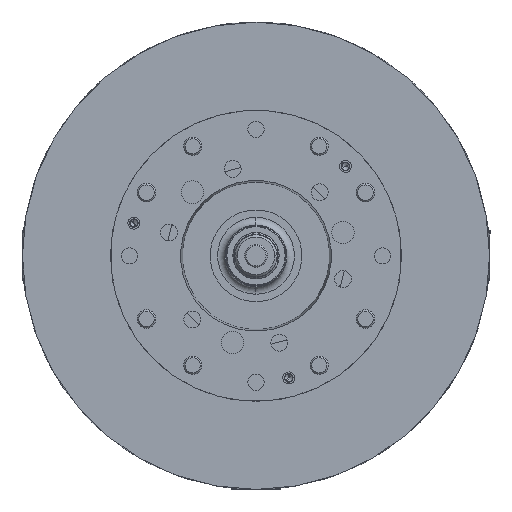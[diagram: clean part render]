
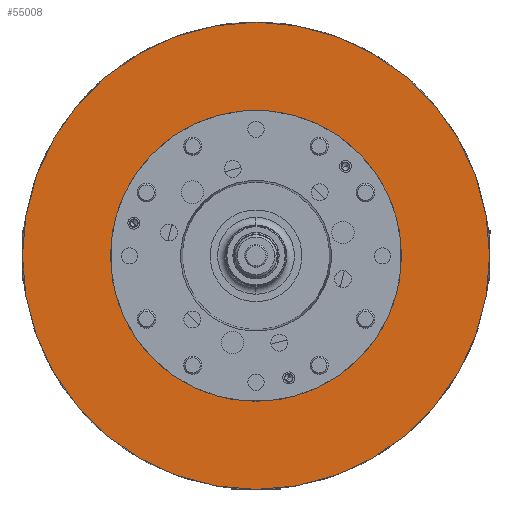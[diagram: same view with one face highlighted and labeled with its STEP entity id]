
A CAD part, left-side view. The second image highlights one B-rep face of the part: STEP entity #55008.
In plain terms, the highlighted planar face has unit normal (-1, 0, 0).
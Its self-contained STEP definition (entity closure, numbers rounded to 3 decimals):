
#5197 = AXIS2_PLACEMENT_3D ( 'NONE', #27358, #65992, #32957 ) ;
#7224 = AXIS2_PLACEMENT_3D ( 'NONE', #55348, #22238, #60897 ) ;
#8068 = EDGE_CURVE ( 'NONE', #67352, #57051, #44831, .T. ) ;
#10646 = PLANE ( 'NONE',  #68189 ) ;
#14495 = EDGE_CURVE ( 'NONE', #63601, #60335, #25202, .T. ) ;
#15009 = CARTESIAN_POINT ( 'NONE',  ( -127., 0., 0. ) ) ;
#16155 = DIRECTION ( 'NONE',  ( 0., -1., 0. ) ) ;
#16275 = CARTESIAN_POINT ( 'NONE',  ( -127., 190., 0. ) ) ;
#17493 = CARTESIAN_POINT ( 'NONE',  ( -127., -190., 0. ) ) ;
#20499 = DIRECTION ( 'NONE',  ( 0., 1., 0. ) ) ;
#20958 = EDGE_CURVE ( 'NONE', #57051, #67352, #36326, .T. ) ;
#22238 = DIRECTION ( 'NONE',  ( 1., 0., 0. ) ) ;
#22866 = ORIENTED_EDGE ( 'NONE', *, *, #66006, .F. ) ;
#23525 = CARTESIAN_POINT ( 'NONE',  ( -127., -305., 0. ) ) ;
#23549 = CIRCLE ( 'NONE', #34105, 305. ) ;
#25202 = CIRCLE ( 'NONE', #7224, 305. ) ;
#26131 = ORIENTED_EDGE ( 'NONE', *, *, #8068, .T. ) ;
#26993 = DIRECTION ( 'NONE',  ( -1., 0., 0. ) ) ;
#27358 = CARTESIAN_POINT ( 'NONE',  ( -127., 0., 0. ) ) ;
#28916 = CARTESIAN_POINT ( 'NONE',  ( -127., 0., 0. ) ) ;
#32957 = DIRECTION ( 'NONE',  ( 0., 1., 0. ) ) ;
#34105 = AXIS2_PLACEMENT_3D ( 'NONE', #15009, #53626, #20499 ) ;
#34492 = DIRECTION ( 'NONE',  ( 0., 1., 0. ) ) ;
#36326 = CIRCLE ( 'NONE', #5197, 190. ) ;
#38145 = CARTESIAN_POINT ( 'NONE',  ( -127., 190., 0. ) ) ;
#38593 = FACE_BOUND ( 'NONE', #65166, .T. ) ;
#38756 = EDGE_LOOP ( 'NONE', ( #47048, #22866 ) ) ;
#44411 = ORIENTED_EDGE ( 'NONE', *, *, #20958, .T. ) ;
#44831 = CIRCLE ( 'NONE', #55740, 190. ) ;
#47048 = ORIENTED_EDGE ( 'NONE', *, *, #14495, .F. ) ;
#53626 = DIRECTION ( 'NONE',  ( 1., 0., 0. ) ) ;
#54988 = FACE_OUTER_BOUND ( 'NONE', #38756, .T. ) ;
#55008 = ADVANCED_FACE ( 'NONE', ( #38593, #54988 ), #10646, .T. ) ;
#55348 = CARTESIAN_POINT ( 'NONE',  ( -127., 0., 0. ) ) ;
#55740 = AXIS2_PLACEMENT_3D ( 'NONE', #28916, #67500, #34492 ) ;
#57051 = VERTEX_POINT ( 'NONE', #17493 ) ;
#60335 = VERTEX_POINT ( 'NONE', #23525 ) ;
#60897 = DIRECTION ( 'NONE',  ( 0., 1., 0. ) ) ;
#63601 = VERTEX_POINT ( 'NONE', #64812 ) ;
#64812 = CARTESIAN_POINT ( 'NONE',  ( -127., 305., 0. ) ) ;
#65166 = EDGE_LOOP ( 'NONE', ( #26131, #44411 ) ) ;
#65992 = DIRECTION ( 'NONE',  ( 1., 0., 0. ) ) ;
#66006 = EDGE_CURVE ( 'NONE', #60335, #63601, #23549, .T. ) ;
#67352 = VERTEX_POINT ( 'NONE', #16275 ) ;
#67500 = DIRECTION ( 'NONE',  ( 1., 0., 0. ) ) ;
#68189 = AXIS2_PLACEMENT_3D ( 'NONE', #38145, #26993, #16155 ) ;
